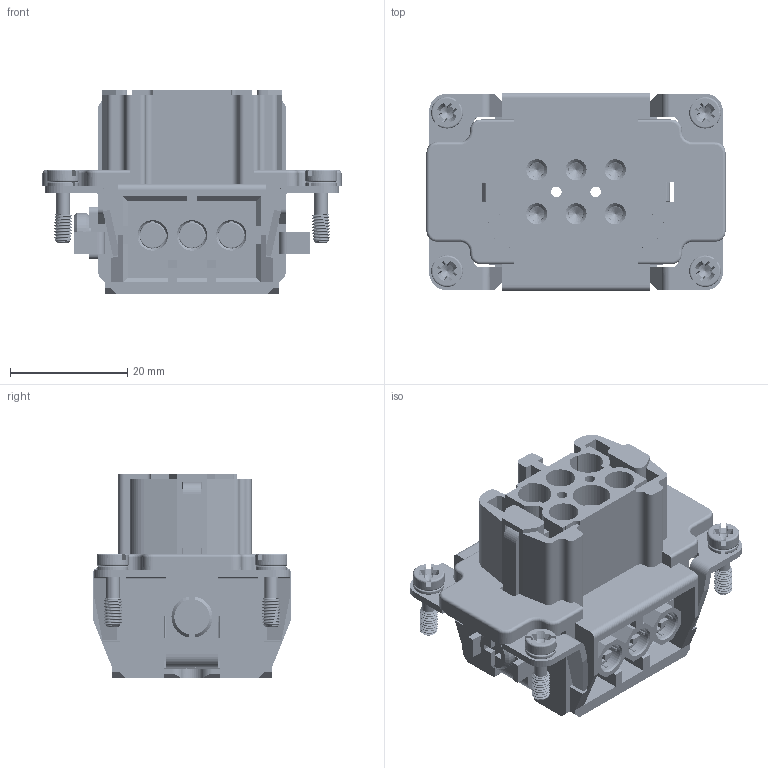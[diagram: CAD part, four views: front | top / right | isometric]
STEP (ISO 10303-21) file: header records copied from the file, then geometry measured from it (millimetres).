
FILE_DESCRIPTION(/* description */ (''),/* implementation_level */ '2;1');
FILE_NAME(/* name */ 'HE-006-F.stp',/* time_stamp */ '2023-02-09T00:06:34+08:00',/* author */ (''),/* organization */ (''),/* preprocessor_version */ 'ST-DEVELOPER v16',/* originating_system */ 'SIEMENS PLM Software NX 10.0',/* authorisation */ '');
FILE_SCHEMA (('AUTOMOTIVE_DESIGN { 1 0 10303 214 3 1 1 1 }'));
Products named in the file (1): Admi0A2C26ACrotz
Bounding box: 51 x 33.9 x 34.8 mm (x, y, z)
Surface area: 23876.6 mm2 (no closed solid volume)
Topology: 0 solids, 1 shells, 2403 faces, 7301 edges, 4787 vertices
Faces by surface type: plane 1400, cylinder 446, cone 243, bspline 220, torus 94
Full cylindrical faces by diameter (mm): 2.3 x4, 2.4 x2, 2.562 x2, 3 x6, 3.3 x12, 4 x2, 5 x3, 5.4 x4, 6.4 x2, 7 x1
Entity records: 129943 total; most frequent: CARTESIAN_POINT 68940, ORIENTED_EDGE 13850, DIRECTION 11354, EDGE_CURVE 6925, VERTEX_POINT 4584, AXIS2_PLACEMENT_3D 3913, LINE 3528, VECTOR 3528
